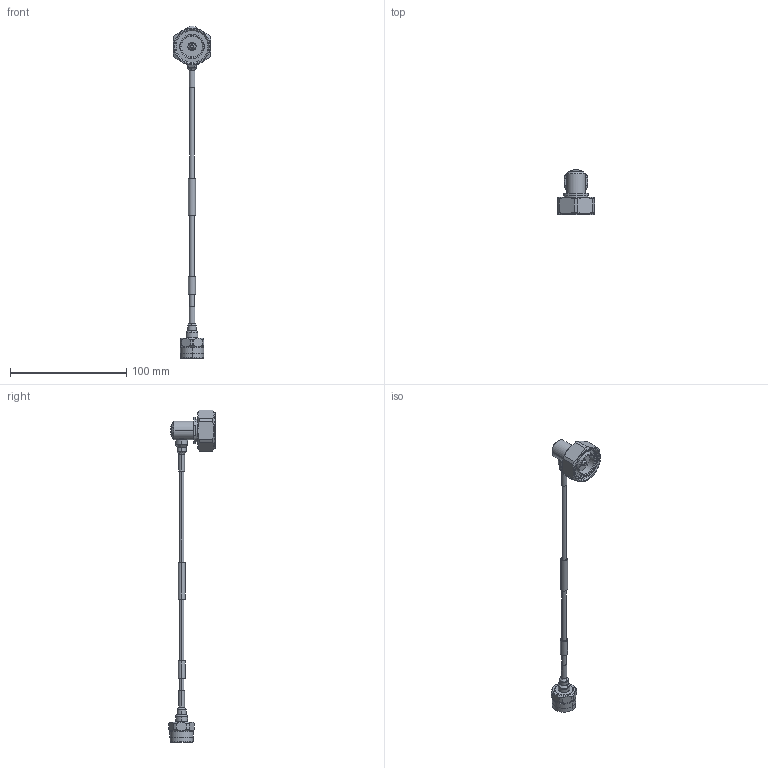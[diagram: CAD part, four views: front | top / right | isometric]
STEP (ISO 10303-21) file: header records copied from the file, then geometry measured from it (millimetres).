
FILE_DESCRIPTION (( 'STEP AP214' ), '1' );
FILE_NAME ('FMCA2512_3D.step', '2024-06-18T04:39:37', ( '' ), ( '' ), 'SwSTEP 2.0', 'SolidWorks 2022', '' );
FILE_SCHEMA (( 'AUTOMOTIVE_DESIGN' ));
Length unit declared in the file: inch
Products named in the file (5): Heat Shrink^FMCA2512; TC-402-716M-RA-LP-PE_3D^FMCA2512; TC-402-NM-LP-PE_3D^FMCA2512; FMCA2512_3D; TFT-5G-402^FMCA2512
Assembly tree (5 placements, depth 2):
  FMCA2512_3D
    TFT-5G-402^FMCA2512
    Heat Shrink^FMCA2512  x2
    TC-402-NM-LP-PE_3D^FMCA2512
    TC-402-716M-RA-LP-PE_3D^FMCA2512
Bounding box: 31.86 x 39.85 x 285.29 mm (x, y, z)
Volume: 24358 mm3; surface area: 15031.9 mm2
Topology: 5 solids, 5 shells, 263 faces, 586 edges, 367 vertices
Faces by surface type: cylinder 122, plane 63, cone 62, bspline 10, torus 6
Entity records: 9125 total; most frequent: CARTESIAN_POINT 3247, DIRECTION 1283, ORIENTED_EDGE 1112, EDGE_CURVE 556, AXIS2_PLACEMENT_3D 540, VERTEX_POINT 347, EDGE_LOOP 289, CIRCLE 287
